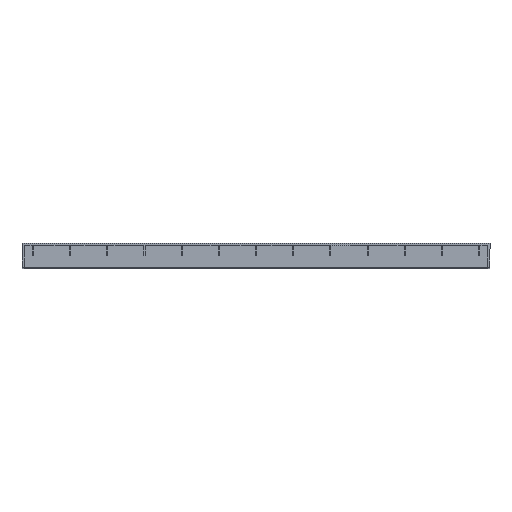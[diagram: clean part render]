
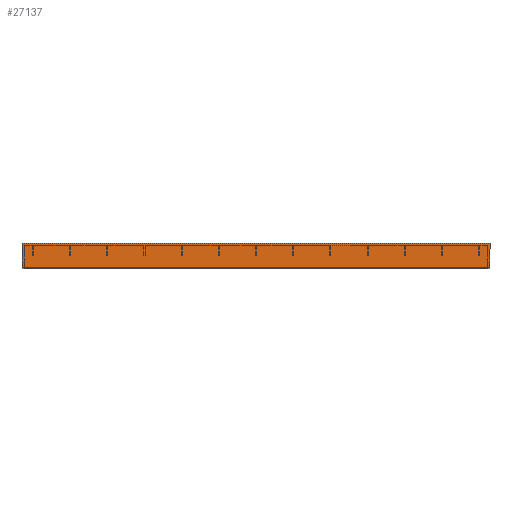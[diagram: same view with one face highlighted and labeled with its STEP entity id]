
A CAD part, top view. The second image highlights one B-rep face of the part: STEP entity #27137.
In plain terms, the highlighted planar face has unit normal (0, 0, 1).
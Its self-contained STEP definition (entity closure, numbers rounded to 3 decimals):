
#775 = VERTEX_POINT ( 'NONE', #4815 ) ;
#2758 = DIRECTION ( 'NONE',  ( 0., 1., 0. ) ) ;
#4815 = CARTESIAN_POINT ( 'NONE',  ( 390., 10., 0. ) ) ;
#6492 = ORIENTED_EDGE ( 'NONE', *, *, #41471, .F. ) ;
#9175 = LINE ( 'NONE', #18857, #24525 ) ;
#11447 = B_SPLINE_CURVE_WITH_KNOTS ( 'NONE', 3,
 ( #27993, #27697, #38078, #31560 ),
 .UNSPECIFIED., .F., .F.,
 ( 4, 4 ),
 ( 0., 1. ),
 .UNSPECIFIED. ) ;
#12512 = CARTESIAN_POINT ( 'NONE',  ( 390., 10., 0. ) ) ;
#14467 = CARTESIAN_POINT ( 'NONE',  ( 390., -10., 0. ) ) ;
#15747 = FACE_OUTER_BOUND ( 'NONE', #39293, .T. ) ;
#16564 = AXIS2_PLACEMENT_3D ( 'NONE', #12512, #36543, #2758 ) ;
#17731 = VERTEX_POINT ( 'NONE', #22562 ) ;
#18857 = CARTESIAN_POINT ( 'NONE',  ( 390., 10., 0. ) ) ;
#19143 = DIRECTION ( 'NONE',  ( 0., -1., 0. ) ) ;
#19518 = CARTESIAN_POINT ( 'NONE',  ( 390., 10., 0. ) ) ;
#22169 = ORIENTED_EDGE ( 'NONE', *, *, #31710, .F. ) ;
#22562 = CARTESIAN_POINT ( 'NONE',  ( 0., 10., 0. ) ) ;
#22870 = ORIENTED_EDGE ( 'NONE', *, *, #22931, .T. ) ;
#22931 = EDGE_CURVE ( 'NONE', #775, #17731, #31234, .T. ) ;
#24525 = VECTOR ( 'NONE', #19143, 1000. ) ;
#24865 = VECTOR ( 'NONE', #39881, 1000. ) ;
#25347 = VERTEX_POINT ( 'NONE', #39562 ) ;
#26194 = LINE ( 'NONE', #30891, #43167 ) ;
#27137 = ADVANCED_FACE ( 'NONE', ( #15747 ), #32862, .F. ) ;
#27697 = CARTESIAN_POINT ( 'NONE',  ( 0., -3.333, 0. ) ) ;
#27993 = CARTESIAN_POINT ( 'NONE',  ( 0., -10., 0. ) ) ;
#30798 = EDGE_CURVE ( 'NONE', #775, #33321, #9175, .T. ) ;
#30891 = CARTESIAN_POINT ( 'NONE',  ( 390., -10., 0. ) ) ;
#31178 = DIRECTION ( 'NONE',  ( -1., 0., 0. ) ) ;
#31234 = LINE ( 'NONE', #19518, #24865 ) ;
#31469 = ORIENTED_EDGE ( 'NONE', *, *, #30798, .F. ) ;
#31560 = CARTESIAN_POINT ( 'NONE',  ( 0., 10., 0. ) ) ;
#31710 = EDGE_CURVE ( 'NONE', #25347, #17731, #11447, .T. ) ;
#32862 = PLANE ( 'NONE',  #16564 ) ;
#33321 = VERTEX_POINT ( 'NONE', #14467 ) ;
#36543 = DIRECTION ( 'NONE',  ( 0., 0., -1. ) ) ;
#38078 = CARTESIAN_POINT ( 'NONE',  ( 0., 3.333, 0. ) ) ;
#39293 = EDGE_LOOP ( 'NONE', ( #22870, #22169, #6492, #31469 ) ) ;
#39562 = CARTESIAN_POINT ( 'NONE',  ( 0., -10., 0. ) ) ;
#39881 = DIRECTION ( 'NONE',  ( -1., 0., 0. ) ) ;
#41471 = EDGE_CURVE ( 'NONE', #33321, #25347, #26194, .T. ) ;
#43167 = VECTOR ( 'NONE', #31178, 1000. ) ;
